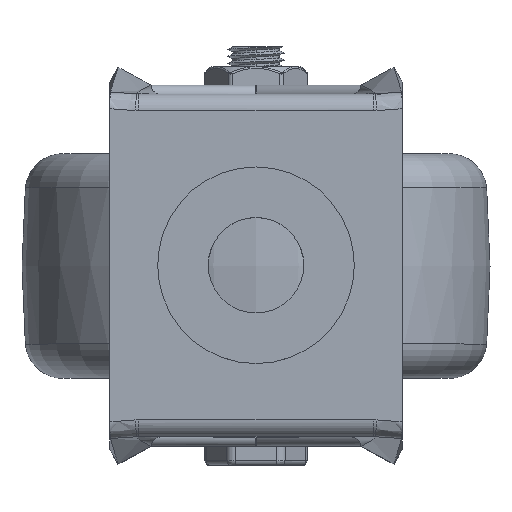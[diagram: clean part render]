
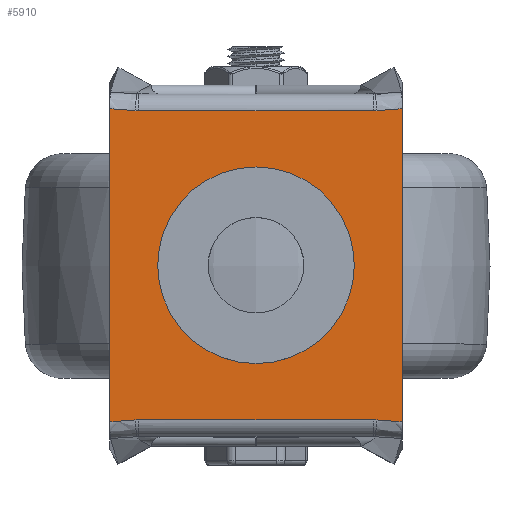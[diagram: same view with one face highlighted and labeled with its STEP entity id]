
A CAD part, top view. The second image highlights one B-rep face of the part: STEP entity #5910.
In plain terms, the highlighted planar face has unit normal (0, 0, 1).
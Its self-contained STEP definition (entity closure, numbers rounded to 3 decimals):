
#256=FACE_BOUND('',#1195,.T.);
#353=PLANE('',#6462);
#810=FACE_OUTER_BOUND('',#1194,.T.);
#1194=EDGE_LOOP('',(#4379,#4380,#4381,#4382,#4383,#4384,#4385,#4386,#4387,
#4388,#4389,#4390,#4391,#4392,#4393,#4394));
#1195=EDGE_LOOP('',(#4395));
#1570=LINE('',#9494,#1833);
#1571=LINE('',#9578,#1834);
#1580=LINE('',#9676,#1843);
#1581=LINE('',#9760,#1844);
#1594=LINE('',#9966,#1857);
#1602=LINE('',#10164,#1865);
#1619=LINE('',#11847,#1882);
#1645=LINE('',#15130,#1908);
#1833=VECTOR('',#7311,1000.);
#1834=VECTOR('',#7312,1000.);
#1843=VECTOR('',#7321,1000.);
#1844=VECTOR('',#7322,1000.);
#1857=VECTOR('',#7339,1000.);
#1865=VECTOR('',#7351,1000.);
#1882=VECTOR('',#7404,1000.);
#1908=VECTOR('',#7486,1000.);
#2072=CIRCLE('',#6395,10.5);
#2075=CIRCLE('',#6415,2.836);
#2076=CIRCLE('',#6416,335.231);
#2080=CIRCLE('',#6432,2.836);
#2081=CIRCLE('',#6433,335.231);
#2082=CIRCLE('',#6443,2.836);
#2083=CIRCLE('',#6444,335.231);
#2087=CIRCLE('',#6460,2.836);
#2088=CIRCLE('',#6461,335.231);
#2519=VERTEX_POINT('',#9393);
#2523=VERTEX_POINT('',#9475);
#2527=VERTEX_POINT('',#9492);
#2529=VERTEX_POINT('',#9566);
#2530=VERTEX_POINT('',#9577);
#2535=VERTEX_POINT('',#9657);
#2539=VERTEX_POINT('',#9674);
#2541=VERTEX_POINT('',#9748);
#2542=VERTEX_POINT('',#9759);
#2567=VERTEX_POINT('',#11613);
#2568=VERTEX_POINT('',#11675);
#2571=VERTEX_POINT('',#11846);
#2575=VERTEX_POINT('',#13290);
#2581=VERTEX_POINT('',#14896);
#2582=VERTEX_POINT('',#14958);
#2585=VERTEX_POINT('',#15129);
#2589=VERTEX_POINT('',#16573);
#3116=EDGE_CURVE('',#2519,#2519,#2072,.T.);
#3125=EDGE_CURVE('',#2523,#2527,#1570,.T.);
#3127=EDGE_CURVE('',#2529,#2530,#1571,.T.);
#3137=EDGE_CURVE('',#2535,#2539,#1580,.T.);
#3139=EDGE_CURVE('',#2541,#2542,#1581,.T.);
#3160=EDGE_CURVE('',#2530,#2527,#1594,.T.);
#3176=EDGE_CURVE('',#2539,#2542,#1602,.T.);
#3193=EDGE_CURVE('',#2567,#2568,#2075,.T.);
#3194=EDGE_CURVE('',#2529,#2567,#2076,.T.);
#3200=EDGE_CURVE('',#2568,#2571,#1619,.F.);
#3214=EDGE_CURVE('',#2575,#2571,#2080,.T.);
#3215=EDGE_CURVE('',#2535,#2575,#2081,.T.);
#3230=EDGE_CURVE('',#2581,#2582,#2082,.T.);
#3232=EDGE_CURVE('',#2523,#2581,#2083,.T.);
#3238=EDGE_CURVE('',#2582,#2585,#1645,.F.);
#3252=EDGE_CURVE('',#2589,#2585,#2087,.T.);
#3253=EDGE_CURVE('',#2541,#2589,#2088,.T.);
#4379=ORIENTED_EDGE('',*,*,#3160,.F.);
#4380=ORIENTED_EDGE('',*,*,#3127,.F.);
#4381=ORIENTED_EDGE('',*,*,#3194,.T.);
#4382=ORIENTED_EDGE('',*,*,#3193,.T.);
#4383=ORIENTED_EDGE('',*,*,#3200,.T.);
#4384=ORIENTED_EDGE('',*,*,#3214,.F.);
#4385=ORIENTED_EDGE('',*,*,#3215,.F.);
#4386=ORIENTED_EDGE('',*,*,#3137,.T.);
#4387=ORIENTED_EDGE('',*,*,#3176,.T.);
#4388=ORIENTED_EDGE('',*,*,#3139,.F.);
#4389=ORIENTED_EDGE('',*,*,#3253,.T.);
#4390=ORIENTED_EDGE('',*,*,#3252,.T.);
#4391=ORIENTED_EDGE('',*,*,#3238,.F.);
#4392=ORIENTED_EDGE('',*,*,#3230,.F.);
#4393=ORIENTED_EDGE('',*,*,#3232,.F.);
#4394=ORIENTED_EDGE('',*,*,#3125,.T.);
#4395=ORIENTED_EDGE('',*,*,#3116,.T.);
#5910=ADVANCED_FACE('',(#810,#256),#353,.T.);
#6395=AXIS2_PLACEMENT_3D('',#9395,#7294,#7295);
#6415=AXIS2_PLACEMENT_3D('',#11737,#7385,#7386);
#6416=AXIS2_PLACEMENT_3D('',#11834,#7387,#7388);
#6432=AXIS2_PLACEMENT_3D('',#13352,#7433,#7434);
#6433=AXIS2_PLACEMENT_3D('',#13449,#7435,#7436);
#6443=AXIS2_PLACEMENT_3D('',#14959,#7467,#7468);
#6444=AXIS2_PLACEMENT_3D('',#15117,#7469,#7470);
#6460=AXIS2_PLACEMENT_3D('',#16635,#7515,#7516);
#6461=AXIS2_PLACEMENT_3D('',#16732,#7517,#7518);
#6462=AXIS2_PLACEMENT_3D('',#16733,#7519,#7520);
#7294=DIRECTION('center_axis',(0.,0.,-1.));
#7295=DIRECTION('ref_axis',(1.,0.,0.));
#7311=DIRECTION('',(0.,1.,0.));
#7312=DIRECTION('',(0.,-1.,0.));
#7321=DIRECTION('',(0.,-1.,0.));
#7322=DIRECTION('',(0.,1.,0.));
#7339=DIRECTION('',(0.,-1.,0.));
#7351=DIRECTION('',(0.,-1.,0.));
#7385=DIRECTION('center_axis',(0.,0.,-1.));
#7386=DIRECTION('ref_axis',(0.,-1.,0.));
#7387=DIRECTION('center_axis',(0.,0.,1.));
#7388=DIRECTION('ref_axis',(-0.077,0.997,0.));
#7404=DIRECTION('',(1.,0.,0.));
#7433=DIRECTION('center_axis',(0.,0.,
1.));
#7434=DIRECTION('ref_axis',(0.,-1.,0.));
#7435=DIRECTION('center_axis',(0.,0.,-1.));
#7436=DIRECTION('ref_axis',(0.077,0.997,0.));
#7467=DIRECTION('center_axis',(0.,0.,1.));
#7468=DIRECTION('ref_axis',(0.,1.,0.));
#7469=DIRECTION('center_axis',(0.,0.,-1.));
#7470=DIRECTION('ref_axis',(-0.077,-0.997,0.));
#7486=DIRECTION('',(1.,0.,0.));
#7515=DIRECTION('center_axis',(0.,0.,
-1.));
#7516=DIRECTION('ref_axis',(0.,1.,0.));
#7517=DIRECTION('center_axis',(0.,0.,1.));
#7518=DIRECTION('ref_axis',(0.077,-0.997,0.));
#7519=DIRECTION('center_axis',(0.,0.,1.));
#7520=DIRECTION('ref_axis',(1.,0.,0.));
#9393=CARTESIAN_POINT('',(-10.5,0.,-1.8));
#9395=CARTESIAN_POINT('Origin',(0.,0.,-1.8));
#9475=CARTESIAN_POINT('',(15.609,-16.724,-1.8));
#9492=CARTESIAN_POINT('',(15.609,-16.5,-1.8));
#9494=CARTESIAN_POINT('',(15.609,-18.3,-1.8));
#9566=CARTESIAN_POINT('',(15.609,16.724,-1.8));
#9577=CARTESIAN_POINT('',(15.609,16.5,-1.8));
#9578=CARTESIAN_POINT('',(15.609,18.3,-1.8));
#9657=CARTESIAN_POINT('',(-15.609,16.724,-1.8));
#9674=CARTESIAN_POINT('',(-15.609,16.5,-1.8));
#9676=CARTESIAN_POINT('',(-15.609,18.3,-1.8));
#9748=CARTESIAN_POINT('',(-15.609,-16.724,-1.8));
#9759=CARTESIAN_POINT('',(-15.609,-16.5,-1.8));
#9760=CARTESIAN_POINT('',(-15.609,-18.3,-1.8));
#9966=CARTESIAN_POINT('',(15.609,16.5,-1.8));
#10164=CARTESIAN_POINT('',(-15.609,16.5,-1.8));
#11613=CARTESIAN_POINT('',(12.943,16.529,-1.8));
#11675=CARTESIAN_POINT('',(12.537,16.5,-1.8));
#11737=CARTESIAN_POINT('Origin',(12.537,19.336,-1.8));
#11834=CARTESIAN_POINT('Origin',(38.649,-317.715,-1.8));
#11846=CARTESIAN_POINT('',(-12.537,16.5,-1.8));
#11847=CARTESIAN_POINT('',(0.,16.5,-1.8));
#13290=CARTESIAN_POINT('',(-12.943,16.529,-1.8));
#13352=CARTESIAN_POINT('Origin',(-12.537,19.336,-1.8));
#13449=CARTESIAN_POINT('Origin',(-38.649,-317.715,-1.8));
#14896=CARTESIAN_POINT('',(12.943,-16.529,-1.8));
#14958=CARTESIAN_POINT('',(12.537,-16.5,-1.8));
#14959=CARTESIAN_POINT('Origin',(12.537,-19.336,-1.8));
#15117=CARTESIAN_POINT('Origin',(38.649,317.715,-1.8));
#15129=CARTESIAN_POINT('',(-12.537,-16.5,-1.8));
#15130=CARTESIAN_POINT('',(0.,-16.5,-1.8));
#16573=CARTESIAN_POINT('',(-12.943,-16.529,-1.8));
#16635=CARTESIAN_POINT('Origin',(-12.537,-19.336,-1.8));
#16732=CARTESIAN_POINT('Origin',(-38.649,317.715,-1.8));
#16733=CARTESIAN_POINT('Origin',(0.,-18.3,-1.8));
